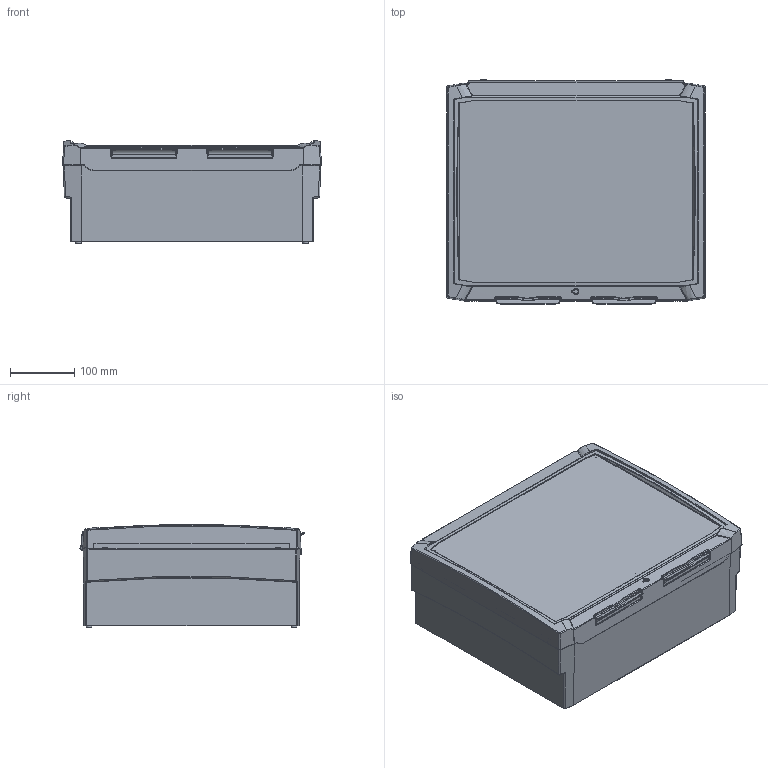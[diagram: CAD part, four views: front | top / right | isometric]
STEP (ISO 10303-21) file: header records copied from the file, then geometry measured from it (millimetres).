
FILE_DESCRIPTION(/* description */ (''),/* implementation_level */ '2;1');
FILE_NAME(/* name */ '2604186_3D.stp',/* time_stamp */ '2018-07-11T16:23:47+02:00',/* author */ ('haertel'),/* organization */ (''),/* preprocessor_version */ 'ST-DEVELOPER v16.13',/* originating_system */ 'Autodesk Inventor 2018',/* authorisation */ '');
FILE_SCHEMA (('AUTOMOTIVE_DESIGN { 1 0 10303 214 3 1 1 }'));
Products named in the file (6): 2604186_3D; 1009537_3Dsym.iam; 1011386_3D-test-2; PART1_2; PART1; 1009544_3Dsym
Assembly tree (6 placements, depth 2):
  2604186_3D
    1009537_3Dsym.iam
    1011386_3D-test-2  x2
    PART1_2
    PART1
    1009544_3Dsym
Bounding box: 404 x 350.04 x 160.46 mm (x, y, z)
Volume: 2319949.6 mm3; surface area: 1251814.9 mm2
Topology: 6 solids, 6 shells, 4025 faces, 10551 edges, 6549 vertices
Faces by surface type: plane 2008, cylinder 905, bspline 577, cone 298, sphere 211, torus 26
Full cylindrical faces by diameter (mm): 2 x4, 2.15 x8, 5.2 x4
Entity records: 151952 total; most frequent: CARTESIAN_POINT 63913, ORIENTED_EDGE 18582, DIRECTION 17818, EDGE_CURVE 9291, AXIS2_PLACEMENT_3D 6168, VERTEX_POINT 5964, LINE 5482, VECTOR 5482
